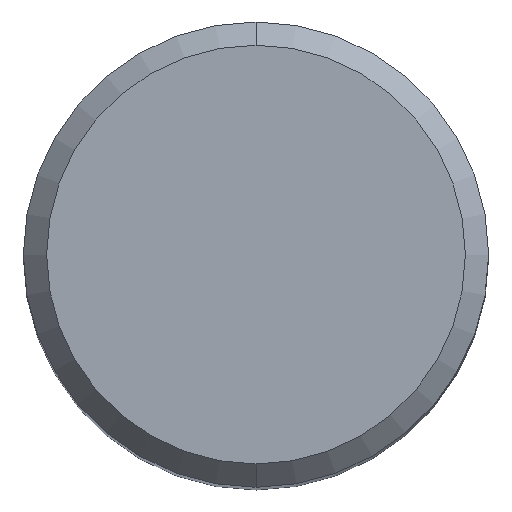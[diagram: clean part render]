
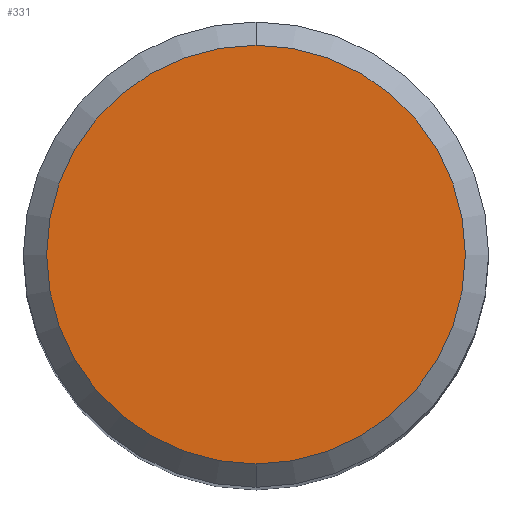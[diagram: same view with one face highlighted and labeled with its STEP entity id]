
A CAD part, top view. The second image highlights one B-rep face of the part: STEP entity #331.
In plain terms, the highlighted planar face has unit normal (0, 0, 1).
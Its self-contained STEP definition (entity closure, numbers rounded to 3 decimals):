
#181=VERTEX_POINT('',#474);
#275=EDGE_CURVE('',#181,#307,#577,.T.);
#307=VERTEX_POINT('',#614);
#331=ADVANCED_FACE('',(#640),#641,.T.);
#435=EDGE_CURVE('',#307,#181,#754,.T.);
#474=CARTESIAN_POINT('',(0.0,3.6,0.0));
#577=CIRCLE('',#1000,3.6);
#614=CARTESIAN_POINT('',(0.,-3.6,0.0));
#640=FACE_OUTER_BOUND('',#1130,.T.);
#641=PLANE('',#1131);
#754=CIRCLE('',#1383,3.6);
#1000=AXIS2_PLACEMENT_3D('',#1542,#1543,#1544);
#1130=EDGE_LOOP('',(#1621,#1622));
#1131=AXIS2_PLACEMENT_3D('',#1623,#1624,#1625);
#1383=AXIS2_PLACEMENT_3D('',#1723,#1724,#1725);
#1542=CARTESIAN_POINT('',(0.0,0.0,0.0));
#1543=DIRECTION('',(0.0,0.0,-1.0));
#1544=DIRECTION('',(0.0,1.0,0.0));
#1621=ORIENTED_EDGE('',*,*,#275,.F.);
#1622=ORIENTED_EDGE('',*,*,#435,.F.);
#1623=CARTESIAN_POINT('',(0.0,1.8,0.0));
#1624=DIRECTION('',(-0.0,0.0,1.0));
#1625=DIRECTION('',(0.0,-1.0,0.0));
#1723=CARTESIAN_POINT('',(0.0,0.0,0.0));
#1724=DIRECTION('',(0.0,0.0,-1.0));
#1725=DIRECTION('',(0.0,1.0,0.0));
